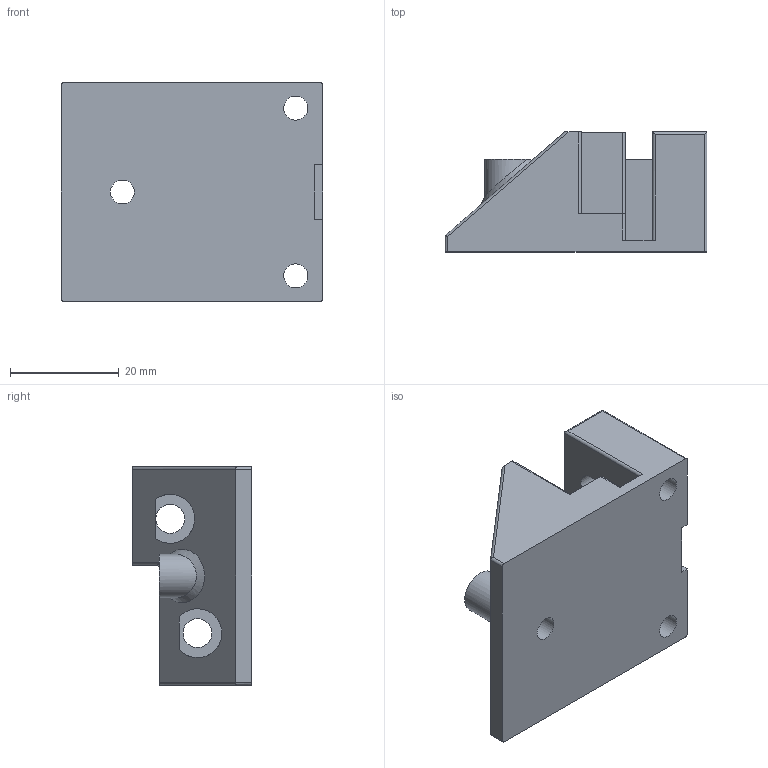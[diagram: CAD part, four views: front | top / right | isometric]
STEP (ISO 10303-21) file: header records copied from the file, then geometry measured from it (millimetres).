
FILE_DESCRIPTION(/* description */ (''),/* implementation_level */ '2;1');
FILE_NAME(/* name */ 'Loadcell_mount.stp',/* time_stamp */ '2023-04-24T17:49:06+02:00',/* author */ ('Christian'),/* organization */ (''),/* preprocessor_version */ 'ST-DEVELOPER v18.1',/* originating_system */ 'Autodesk Inventor 2022',/* authorisation */ '');
FILE_SCHEMA (('AUTOMOTIVE_DESIGN { 1 0 10303 214 3 1 1 }'));
Length unit declared in the file: millimetre
Products named in the file (1): LoadCell_Unit_V3
Bounding box: 48.1 x 22 x 40.1 mm (x, y, z)
Volume: 21741.5 mm3; surface area: 9535 mm2
Topology: 1 solids, 1 shells, 57 faces, 149 edges, 97 vertices
Faces by surface type: cylinder 27, plane 26, bspline 2, torus 2
Full cylindrical faces by diameter (mm): 4.4 x3, 5.3 x4
Entity records: 1993 total; most frequent: CARTESIAN_POINT 487, DIRECTION 306, ORIENTED_EDGE 298, EDGE_CURVE 149, AXIS2_PLACEMENT_3D 108, VERTEX_POINT 97, LINE 90, VECTOR 90
